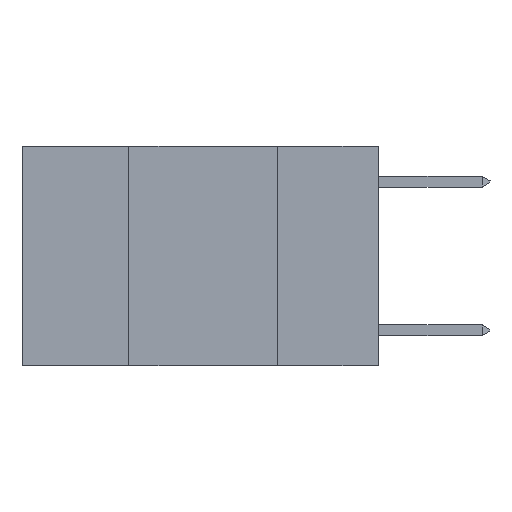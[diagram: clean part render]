
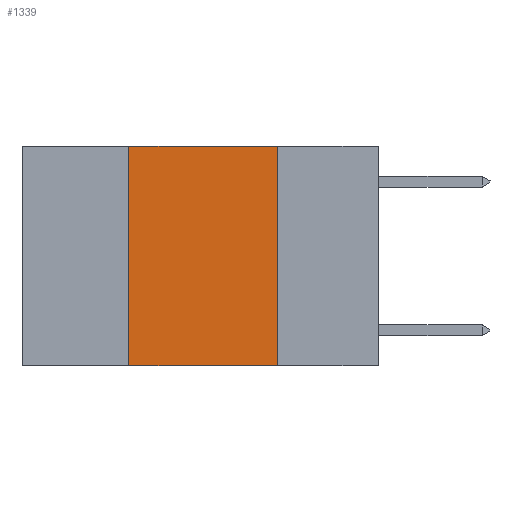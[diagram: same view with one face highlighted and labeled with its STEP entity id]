
A CAD part, left-side view. The second image highlights one B-rep face of the part: STEP entity #1339.
In plain terms, the highlighted planar face has unit normal (-1, 0, 0).
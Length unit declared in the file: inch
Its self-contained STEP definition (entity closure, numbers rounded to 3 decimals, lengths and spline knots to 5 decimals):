
#366 = CARTESIAN_POINT ( 'NONE',  ( 0., 0.42, 0. ) ) ;
#395 = CARTESIAN_POINT ( 'NONE',  ( 0., 0.17, 0. ) ) ;
#651 = PLANE ( 'NONE',  #2672 ) ;
#796 = CARTESIAN_POINT ( 'NONE',  ( 0., 0.17, -0.37 ) ) ;
#799 = EDGE_LOOP ( 'NONE', ( #5746, #1402, #1337, #4717 ) ) ;
#980 = CARTESIAN_POINT ( 'NONE',  ( 0., 0.42, 0. ) ) ;
#1094 = FACE_OUTER_BOUND ( 'NONE', #799, .T. ) ;
#1320 = CARTESIAN_POINT ( 'NONE',  ( 0., 0.6, 0. ) ) ;
#1337 = ORIENTED_EDGE ( 'NONE', *, *, #9666, .F. ) ;
#1339 = ADVANCED_FACE ( 'NONE', ( #1094 ), #651, .F. ) ;
#1402 = ORIENTED_EDGE ( 'NONE', *, *, #5572, .F. ) ;
#1424 = LINE ( 'NONE', #1555, #9213 ) ;
#1555 = CARTESIAN_POINT ( 'NONE',  ( 0., 0.6, -0.37 ) ) ;
#1668 = DIRECTION ( 'NONE',  ( 0., 0., -1. ) ) ;
#1720 = CARTESIAN_POINT ( 'NONE',  ( 0., 0.42, -0.37 ) ) ;
#1889 = LINE ( 'NONE', #1320, #10035 ) ;
#2434 = VECTOR ( 'NONE', #4854, 39.37008 ) ;
#2672 = AXIS2_PLACEMENT_3D ( 'NONE', #5007, #6564, #1668 ) ;
#3443 = VERTEX_POINT ( 'NONE', #1720 ) ;
#4717 = ORIENTED_EDGE ( 'NONE', *, *, #8897, .T. ) ;
#4772 = DIRECTION ( 'NONE',  ( 0., -1., 0. ) ) ;
#4854 = DIRECTION ( 'NONE',  ( 0., 0., 1. ) ) ;
#4867 = LINE ( 'NONE', #366, #2434 ) ;
#5007 = CARTESIAN_POINT ( 'NONE',  ( 0., 0.6, 0. ) ) ;
#5071 = VERTEX_POINT ( 'NONE', #395 ) ;
#5572 = EDGE_CURVE ( 'NONE', #6922, #5071, #1889, .T. ) ;
#5746 = ORIENTED_EDGE ( 'NONE', *, *, #9575, .F. ) ;
#6564 = DIRECTION ( 'NONE',  ( 1., 0., 0. ) ) ;
#6922 = VERTEX_POINT ( 'NONE', #980 ) ;
#7140 = VECTOR ( 'NONE', #8662, 39.37008 ) ;
#7884 = CARTESIAN_POINT ( 'NONE',  ( 0., 0.17, 0. ) ) ;
#8662 = DIRECTION ( 'NONE',  ( 0., 0., -1. ) ) ;
#8897 = EDGE_CURVE ( 'NONE', #3443, #9239, #1424, .T. ) ;
#9203 = LINE ( 'NONE', #7884, #7140 ) ;
#9213 = VECTOR ( 'NONE', #10233, 39.37008 ) ;
#9239 = VERTEX_POINT ( 'NONE', #796 ) ;
#9575 = EDGE_CURVE ( 'NONE', #5071, #9239, #9203, .T. ) ;
#9666 = EDGE_CURVE ( 'NONE', #3443, #6922, #4867, .T. ) ;
#10035 = VECTOR ( 'NONE', #4772, 39.37008 ) ;
#10233 = DIRECTION ( 'NONE',  ( 0., -1., 0. ) ) ;
